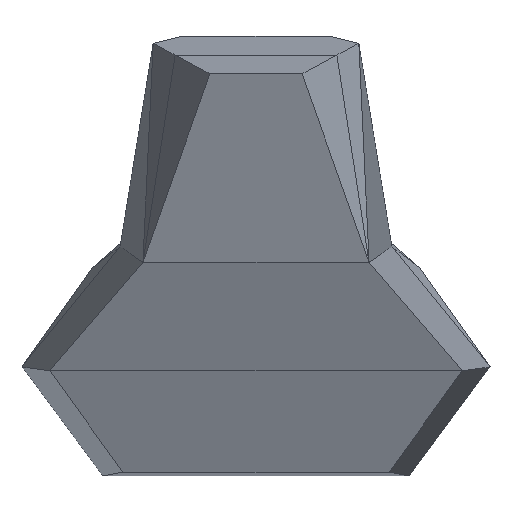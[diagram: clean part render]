
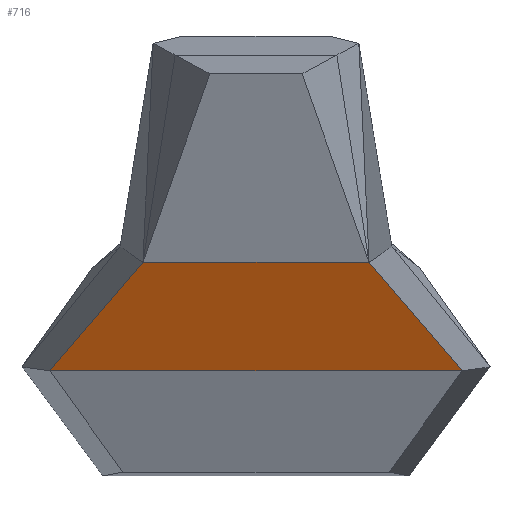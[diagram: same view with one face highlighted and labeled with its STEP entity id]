
A CAD part, front view. The second image highlights one B-rep face of the part: STEP entity #716.
In plain terms, the highlighted free-form (B-spline) face has degree [3, 3] with [4, 4] control points.
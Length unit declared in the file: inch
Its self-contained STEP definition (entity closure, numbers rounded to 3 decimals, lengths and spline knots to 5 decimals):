
#39 = CARTESIAN_POINT ( 'NONE',  ( 5.74669, -13.53101, -24.70184 ) ) ;
#91 = CARTESIAN_POINT ( 'NONE',  ( 17.24008, -13.53101, -24.70184 ) ) ;
#140 = CARTESIAN_POINT ( 'NONE',  ( 3.15141, -17.89007, -15.63568 ) ) ;
#156 = CARTESIAN_POINT ( 'NONE',  ( 17.24008, -13.53101, -24.70184 ) ) ;
#157 = CARTESIAN_POINT ( 'NONE',  ( -12.04951, -16.43705, -18.65773 ) ) ;
#202 = CARTESIAN_POINT ( 'NONE',  ( 12.04951, -16.43705, -18.65773 ) ) ;
#255 = EDGE_CURVE ( 'NONE', #1439, #1899, #2031, .T. ) ;
#264 = CARTESIAN_POINT ( 'NONE',  ( 14.64479, -14.98403, -21.67979 ) ) ;
#314 = CARTESIAN_POINT ( 'NONE',  ( -9.45422, -17.89007, -15.63568 ) ) ;
#315 = CARTESIAN_POINT ( 'NONE',  ( -9.45422, -17.89007, -15.63568 ) ) ;
#345 = CARTESIAN_POINT ( 'NONE',  ( 4.8816, -14.98403, -21.67979 ) ) ;
#359 = VERTEX_POINT ( 'NONE', #1951 ) ;
#378 = CARTESIAN_POINT ( 'NONE',  ( 9.45422, -17.89007, -15.63568 ) ) ;
#474 = CARTESIAN_POINT ( 'NONE',  ( -12.04951, -16.43705, -18.65773 ) ) ;
#494 = CARTESIAN_POINT ( 'NONE',  ( -14.64479, -14.98403, -21.67979 ) ) ;
#508 = CARTESIAN_POINT ( 'NONE',  ( 17.24008, -13.53101, -24.70184 ) ) ;
#575 = CARTESIAN_POINT ( 'NONE',  ( -5.74669, -13.53101, -24.70184 ) ) ;
#641 = B_SPLINE_CURVE_WITH_KNOTS ( 'NONE', 3,
 ( #1460, #39, #575, #1866 ),
 .UNSPECIFIED., .F., .F.,
 ( 4, 4 ),
 ( 0., 1. ),
 .UNSPECIFIED. ) ;
#714 = CARTESIAN_POINT ( 'NONE',  ( 5.74669, -13.53101, -24.70184 ) ) ;
#716 = ADVANCED_FACE ( 'NONE', ( #1631 ), #2088, .T. ) ;
#797 = ORIENTED_EDGE ( 'NONE', *, *, #1943, .T. ) ;
#851 = EDGE_LOOP ( 'NONE', ( #993, #797, #1259, #1055 ) ) ;
#887 = CARTESIAN_POINT ( 'NONE',  ( 9.45422, -17.89007, -15.63568 ) ) ;
#954 = CARTESIAN_POINT ( 'NONE',  ( 12.04951, -16.43705, -18.65773 ) ) ;
#993 = ORIENTED_EDGE ( 'NONE', *, *, #1387, .T. ) ;
#1016 = CARTESIAN_POINT ( 'NONE',  ( -9.45422, -17.89007, -15.63568 ) ) ;
#1055 = ORIENTED_EDGE ( 'NONE', *, *, #255, .T. ) ;
#1092 = CARTESIAN_POINT ( 'NONE',  ( 9.45422, -17.89007, -15.63568 ) ) ;
#1136 = CARTESIAN_POINT ( 'NONE',  ( 3.15141, -17.89007, -15.63568 ) ) ;
#1251 = CARTESIAN_POINT ( 'NONE',  ( -5.74669, -13.53101, -24.70184 ) ) ;
#1259 = ORIENTED_EDGE ( 'NONE', *, *, #2341, .T. ) ;
#1329 = CARTESIAN_POINT ( 'NONE',  ( 4.0165, -16.43705, -18.65773 ) ) ;
#1373 = CARTESIAN_POINT ( 'NONE',  ( -17.24008, -13.53101, -24.70184 ) ) ;
#1382 = CARTESIAN_POINT ( 'NONE',  ( -3.15141, -17.89007, -15.63568 ) ) ;
#1387 = EDGE_CURVE ( 'NONE', #1899, #359, #641, .T. ) ;
#1439 = VERTEX_POINT ( 'NONE', #887 ) ;
#1460 = CARTESIAN_POINT ( 'NONE',  ( 17.24008, -13.53101, -24.70184 ) ) ;
#1513 = CARTESIAN_POINT ( 'NONE',  ( -9.45422, -17.89007, -15.63568 ) ) ;
#1586 = CARTESIAN_POINT ( 'NONE',  ( 14.64479, -14.98403, -21.67979 ) ) ;
#1631 = FACE_OUTER_BOUND ( 'NONE', #851, .T. ) ;
#1635 = VERTEX_POINT ( 'NONE', #1513 ) ;
#1803 = CARTESIAN_POINT ( 'NONE',  ( -17.24008, -13.53101, -24.70184 ) ) ;
#1866 = CARTESIAN_POINT ( 'NONE',  ( -17.24008, -13.53101, -24.70184 ) ) ;
#1870 = CARTESIAN_POINT ( 'NONE',  ( -4.8816, -14.98403, -21.67979 ) ) ;
#1899 = VERTEX_POINT ( 'NONE', #508 ) ;
#1902 = CARTESIAN_POINT ( 'NONE',  ( -14.64479, -14.98403, -21.67979 ) ) ;
#1943 = EDGE_CURVE ( 'NONE', #359, #1635, #1947, .T. ) ;
#1947 = B_SPLINE_CURVE_WITH_KNOTS ( 'NONE', 3,
 ( #1373, #494, #157, #314 ),
 .UNSPECIFIED., .F., .F.,
 ( 4, 4 ),
 ( 0., 1. ),
 .UNSPECIFIED. ) ;
#1951 = CARTESIAN_POINT ( 'NONE',  ( -17.24008, -13.53101, -24.70184 ) ) ;
#2031 = B_SPLINE_CURVE_WITH_KNOTS ( 'NONE', 3,
 ( #2242, #954, #264, #91 ),
 .UNSPECIFIED., .F., .F.,
 ( 4, 4 ),
 ( 0., 1. ),
 .UNSPECIFIED. ) ;
#2088 = B_SPLINE_SURFACE_WITH_KNOTS ( 'NONE', 3, 3, ( 
 ( #156, #1586, #202, #378 ),
 ( #714, #345, #1329, #1136 ),
 ( #1251, #1870, #2293, #1382 ),
 ( #1803, #1902, #474, #1016 ) ),
 .UNSPECIFIED., .F., .F., .F.,
 ( 4, 4 ),
 ( 4, 4 ),
 ( 0., 1. ),
 ( 0., 1. ),
 .UNSPECIFIED. ) ;
#2134 = CARTESIAN_POINT ( 'NONE',  ( -3.15141, -17.89007, -15.63568 ) ) ;
#2169 = B_SPLINE_CURVE_WITH_KNOTS ( 'NONE', 3,
 ( #315, #2134, #140, #1092 ),
 .UNSPECIFIED., .F., .F.,
 ( 4, 4 ),
 ( 0., 1. ),
 .UNSPECIFIED. ) ;
#2242 = CARTESIAN_POINT ( 'NONE',  ( 9.45422, -17.89007, -15.63568 ) ) ;
#2293 = CARTESIAN_POINT ( 'NONE',  ( -4.0165, -16.43705, -18.65773 ) ) ;
#2341 = EDGE_CURVE ( 'NONE', #1635, #1439, #2169, .T. ) ;
